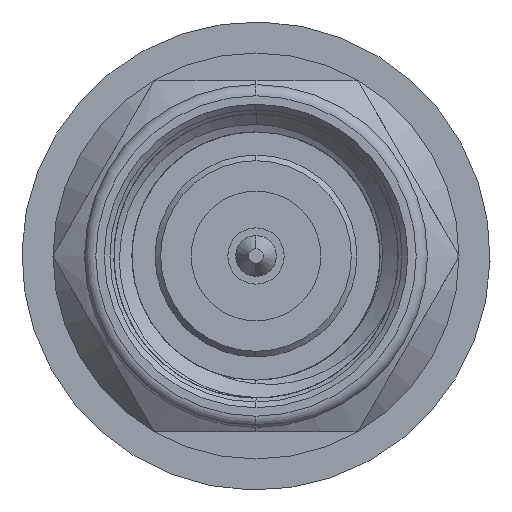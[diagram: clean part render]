
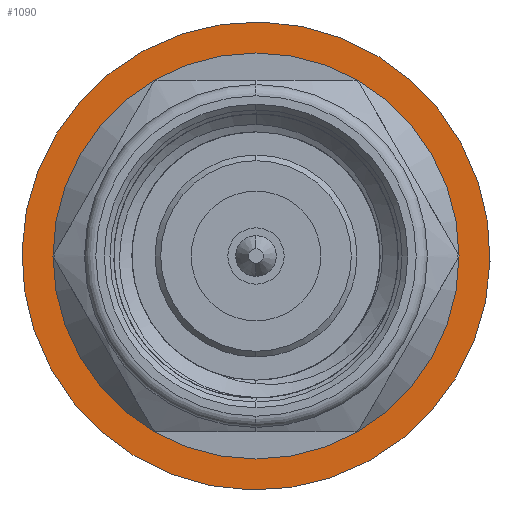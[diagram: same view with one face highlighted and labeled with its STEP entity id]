
A CAD part, left-side view. The second image highlights one B-rep face of the part: STEP entity #1090.
In plain terms, the highlighted planar face has unit normal (-1, 0, 0).
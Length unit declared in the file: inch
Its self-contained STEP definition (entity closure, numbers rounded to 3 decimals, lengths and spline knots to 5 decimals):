
#53 = DIRECTION ( 'NONE',  ( 1., 0., 0. ) ) ;
#483 = DIRECTION ( 'NONE',  ( 0., 0., -1. ) ) ;
#1090 = ADVANCED_FACE ( 'NONE', ( #2394 ), #4381, .F. ) ;
#1196 = ORIENTED_EDGE ( 'NONE', *, *, #3932, .F. ) ;
#1466 = AXIS2_PLACEMENT_3D ( 'NONE', #6362, #1838, #1900 ) ;
#1514 = DIRECTION ( 'NONE',  ( 1., 0., 0. ) ) ;
#1621 = VERTEX_POINT ( 'NONE', #6103 ) ;
#1713 = EDGE_LOOP ( 'NONE', ( #4851, #1196 ) ) ;
#1838 = DIRECTION ( 'NONE',  ( 1., 0., 0. ) ) ;
#1900 = DIRECTION ( 'NONE',  ( 0., 0., -1. ) ) ;
#2012 = EDGE_CURVE ( 'NONE', #1621, #4445, #2749, .T. ) ;
#2102 = CARTESIAN_POINT ( 'NONE',  ( -3.27952, 0., 0. ) ) ;
#2173 = DIRECTION ( 'NONE',  ( 0., 0., -1. ) ) ;
#2394 = FACE_OUTER_BOUND ( 'NONE', #1713, .T. ) ;
#2749 = CIRCLE ( 'NONE', #4124, 0.2075 ) ;
#3932 = EDGE_CURVE ( 'NONE', #4445, #1621, #5430, .T. ) ;
#4124 = AXIS2_PLACEMENT_3D ( 'NONE', #2102, #53, #2173 ) ;
#4381 = PLANE ( 'NONE',  #1466 ) ;
#4445 = VERTEX_POINT ( 'NONE', #5523 ) ;
#4851 = ORIENTED_EDGE ( 'NONE', *, *, #2012, .F. ) ;
#5430 = CIRCLE ( 'NONE', #6056, 0.2075 ) ;
#5497 = CARTESIAN_POINT ( 'NONE',  ( -3.27952, 0., 0. ) ) ;
#5523 = CARTESIAN_POINT ( 'NONE',  ( -3.27952, 0., 0.2075 ) ) ;
#6056 = AXIS2_PLACEMENT_3D ( 'NONE', #5497, #1514, #483 ) ;
#6103 = CARTESIAN_POINT ( 'NONE',  ( -3.27952, 0., -0.2075 ) ) ;
#6362 = CARTESIAN_POINT ( 'NONE',  ( -3.27952, 0., 0. ) ) ;
